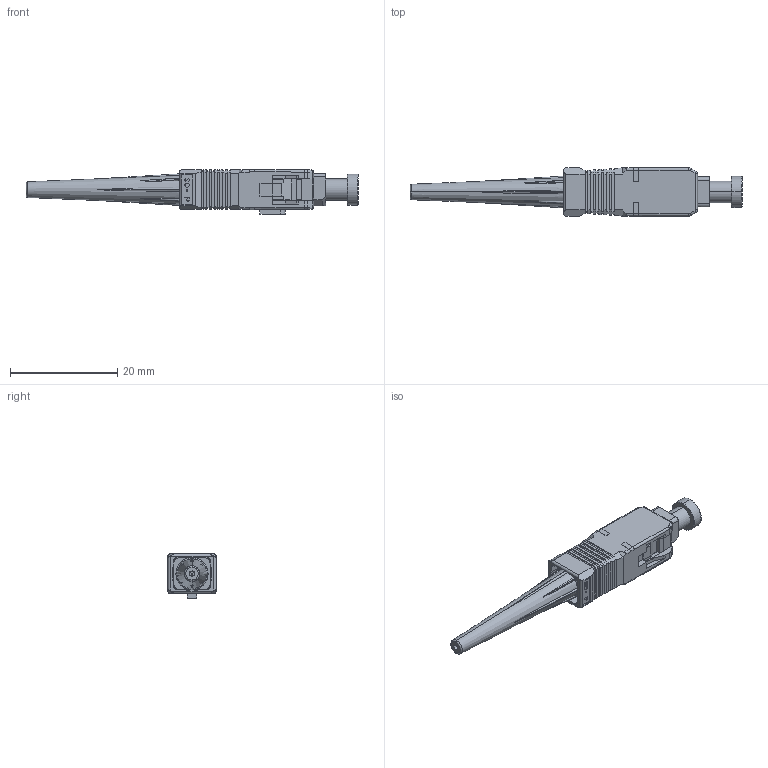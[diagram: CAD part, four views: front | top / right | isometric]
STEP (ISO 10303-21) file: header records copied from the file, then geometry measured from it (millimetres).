
FILE_DESCRIPTION (( 'STEP AP203' ), '1' );
FILE_NAME ('SOC-SC-SMA-09WH-10PK_3D.STEP', '2022-04-23T07:24:22', ( '' ), ( '' ), 'SwSTEP 2.0', 'SolidWorks 2021', '' );
FILE_SCHEMA (( 'CONFIG_CONTROL_DESIGN' ));
Length unit declared in the file: inch
Products named in the file (13): SC______.STEP; SC APC Frange.ipt-20150106.STEP; SOC-SC-SMA-09WH-10PK_3D; SC Ferrule Pre-A''''ssy.ipt-20150106.STEP; STC-0388 27MM Thermal Shrink Sleeve Assy.STEP; SC APC Ferrule.ipt-1.STEP; 0.9mm buffer.STEP; SC Plug Flame.ipt-20150106.STEP; FOM-0043 Coupling.STEP; soc________.STEP; SC Connector Pre-A''''ssy Avaya APC.iam-20150106.STEP; SC Stop Ring-______20150511.STEP; 0278-SOC Universal Boot.STEP
Assembly tree (12 placements, depth 3):
  SOC-SC-SMA-09WH-10PK_3D
    SC Connector Pre-A''''ssy Avaya APC.iam-20150106.STEP
      SC APC Ferrule.ipt-1.STEP
      SC APC Frange.ipt-20150106.STEP
      SC Ferrule Pre-A''''ssy.ipt-20150106.STEP
    SC Plug Flame.ipt-20150106.STEP
    soc________.STEP
    SC______.STEP
    SC Stop Ring-______20150511.STEP
    FOM-0043 Coupling.STEP
    0278-SOC Universal Boot.STEP
    0.9mm buffer.STEP
    STC-0388 27MM Thermal Shrink Sleeve Assy.STEP
Bounding box: 62.01 x 8.99 x 8.32 mm (x, y, z)
Volume: 1621.8 mm3; surface area: 4945.9 mm2
Topology: 14 solids, 14 shells, 672 faces, 1799 edges, 1169 vertices
Faces by surface type: plane 413, cylinder 185, cone 42, bspline 18, torus 12, sphere 2
Entity records: 26074 total; most frequent: CARTESIAN_POINT 8535, ORIENTED_EDGE 3598, DIRECTION 3018, EDGE_CURVE 1799, VERTEX_POINT 1169, AXIS2_PLACEMENT_3D 1007, LINE 1004, VECTOR 1004
